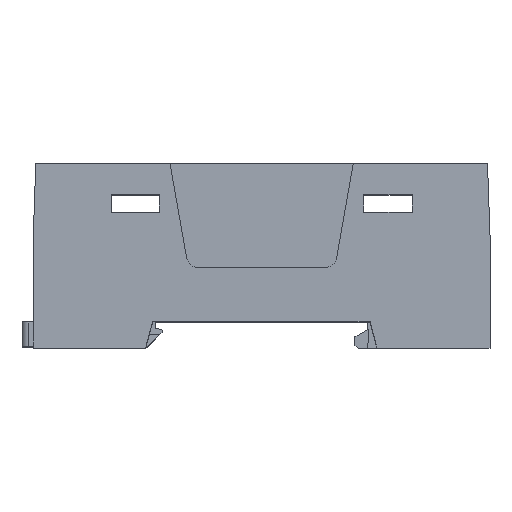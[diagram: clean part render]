
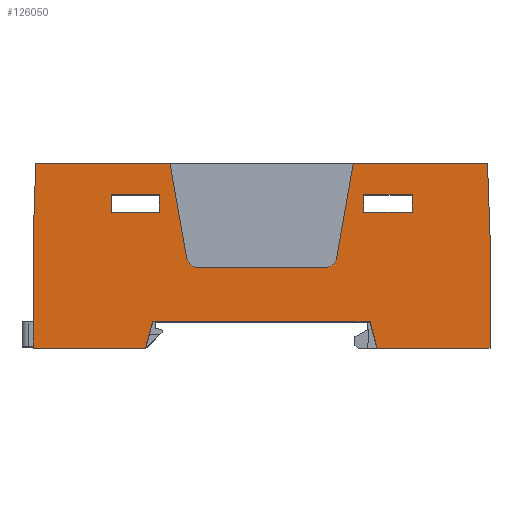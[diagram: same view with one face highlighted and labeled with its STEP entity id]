
A CAD part, top view. The second image highlights one B-rep face of the part: STEP entity #126050.
In plain terms, the highlighted face is planar.
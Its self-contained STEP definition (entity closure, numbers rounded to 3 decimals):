
#8560=CARTESIAN_POINT('',(16.658,37.135,
104.8));
#8570=VERTEX_POINT('',#8560);
#8600=CARTESIAN_POINT('',(16.658,37.135,
0.));
#8610=DIRECTION('',(0.,0.,-1.));
#8620=VECTOR('',#8610,1.);
#8630=LINE('',#8600,#8620);
#8640=CARTESIAN_POINT('',(16.658,37.135,
86.35));
#8650=VERTEX_POINT('',#8640);
#8660=EDGE_CURVE('',#8570,#8650,#8630,.T.);
#26820=CARTESIAN_POINT('',(91.658,37.135,
86.35));
#26830=VERTEX_POINT('',#26820);
#26860=CARTESIAN_POINT('',(91.658,37.135,
0.));
#26870=DIRECTION('',(0.,0.,-1.));
#26880=VECTOR('',#26870,1.);
#26890=LINE('',#26860,#26880);
#26900=CARTESIAN_POINT('',(91.658,37.135,
104.8));
#26910=VERTEX_POINT('',#26900);
#26920=EDGE_CURVE('',#26910,#26830,#26890,.T.);
#117030=CARTESIAN_POINT('',(66.484,37.135,
89.947));
#117040=VERTEX_POINT('',#117030);
#117220=CARTESIAN_POINT('',(64.514,37.135,
91.6));
#117230=VERTEX_POINT('',#117220);
#117260=CARTESIAN_POINT('',(64.514,37.135,
89.6));
#117270=DIRECTION('',(0.,1.,0.));
#117280=DIRECTION('',(0.,0.,-1.));
#117290=AXIS2_PLACEMENT_3D('',#117260,#117270,#117280);
#117300=CIRCLE('',#117290,2.);
#117310=EDGE_CURVE('',#117230,#117040,#117300,.T.);
#122210=CARTESIAN_POINT('',(0.,37.135,74.5));
#122220=DIRECTION('',(-1.,0.,0.));
#122230=VECTOR('',#122220,1.);
#122240=LINE('',#122210,#122230);
#122250=CARTESIAN_POINT('',(91.244,37.135,
74.5));
#122260=VERTEX_POINT('',#122250);
#122270=CARTESIAN_POINT('',(69.208,37.135,
74.5));
#122280=VERTEX_POINT('',#122270);
#122290=EDGE_CURVE('',#122260,#122280,#122240,.T.);
#122740=CARTESIAN_POINT('',(17.072,37.135,
74.5));
#122750=VERTEX_POINT('',#122740);
#122780=CARTESIAN_POINT('',(0.,37.135,74.5));
#122790=DIRECTION('',(1.,0.,0.));
#122800=VECTOR('',#122790,1.);
#122810=LINE('',#122780,#122800);
#122820=CARTESIAN_POINT('',(39.108,37.135,
74.5));
#122830=VERTEX_POINT('',#122820);
#122840=EDGE_CURVE('',#122750,#122830,#122810,.T.);
#123580=CARTESIAN_POINT('',(82.344,37.135,0.));
#123590=DIRECTION('',(0.174,0.,
-0.985));
#123600=VECTOR('',#123590,1.);
#123610=LINE('',#123580,#123600);
#123620=EDGE_CURVE('',#117040,#122280,#123610,.T.);
#124380=CARTESIAN_POINT('',(43.801,37.135,
91.6));
#124390=VERTEX_POINT('',#124380);
#124470=CARTESIAN_POINT('',(41.831,37.135,
89.947));
#124480=VERTEX_POINT('',#124470);
#124510=CARTESIAN_POINT('',(43.801,37.135,
89.6));
#124520=DIRECTION('',(0.,1.,0.));
#124530=DIRECTION('',(0.,0.,-1.));
#124540=AXIS2_PLACEMENT_3D('',#124510,#124520,#124530);
#124550=CIRCLE('',#124540,2.);
#124560=EDGE_CURVE('',#124480,#124390,#124550,.T.);
#124610=CARTESIAN_POINT('',(71.924,37.135,
30.939));
#124620=DIRECTION('',(0.,-1.,0.));
#124630=DIRECTION('',(-1.,0.,0.));
#124640=AXIS2_PLACEMENT_3D('',#124610,#124620,#124630);
#124650=PLANE('',#124640);
#124660=CARTESIAN_POINT('',(0.,37.135,
82.514));
#124670=DIRECTION('',(-1.,0.,0.));
#124680=VECTOR('',#124670,1.);
#124690=LINE('',#124660,#124680);
#124700=CARTESIAN_POINT('',(78.872,37.135,
82.514));
#124710=VERTEX_POINT('',#124700);
#124720=CARTESIAN_POINT('',(70.944,37.135,
82.514));
#124730=VERTEX_POINT('',#124720);
#124740=EDGE_CURVE('',#124710,#124730,#124690,.T.);
#124750=ORIENTED_EDGE('',*,*,#124740,.F.);
#124760=CARTESIAN_POINT('',(70.944,37.135,
0.));
#124770=DIRECTION('',(0.,0.,1.));
#124780=VECTOR('',#124770,1.);
#124790=LINE('',#124760,#124780);
#124800=CARTESIAN_POINT('',(70.944,37.135,
79.586));
#124810=VERTEX_POINT('',#124800);
#124820=EDGE_CURVE('',#124810,#124730,#124790,.T.);
#124830=ORIENTED_EDGE('',*,*,#124820,.T.);
#124840=CARTESIAN_POINT('',(0.,37.135,
79.586));
#124850=DIRECTION('',(1.,0.,0.));
#124860=VECTOR('',#124850,1.);
#124870=LINE('',#124840,#124860);
#124880=CARTESIAN_POINT('',(78.872,37.135,
79.586));
#124890=VERTEX_POINT('',#124880);
#124900=EDGE_CURVE('',#124810,#124890,#124870,.T.);
#124910=ORIENTED_EDGE('',*,*,#124900,.F.);
#124920=CARTESIAN_POINT('',(78.872,37.135,
0.));
#124930=DIRECTION('',(0.,0.,1.));
#124940=VECTOR('',#124930,1.);
#124950=LINE('',#124920,#124940);
#124960=EDGE_CURVE('',#124890,#124710,#124950,.T.);
#124970=ORIENTED_EDGE('',*,*,#124960,.F.);
#124980=EDGE_LOOP('',(#124970,#124910,#124830,#124750));
#124990=FACE_BOUND('',#124980,.T.);
#125000=CARTESIAN_POINT('',(0.,37.135,
82.514));
#125010=DIRECTION('',(-1.,0.,0.));
#125020=VECTOR('',#125010,1.);
#125030=LINE('',#125000,#125020);
#125040=CARTESIAN_POINT('',(37.372,37.135,
82.514));
#125050=VERTEX_POINT('',#125040);
#125060=CARTESIAN_POINT('',(29.444,37.135,
82.514));
#125070=VERTEX_POINT('',#125060);
#125080=EDGE_CURVE('',#125050,#125070,#125030,.T.);
#125090=ORIENTED_EDGE('',*,*,#125080,.F.);
#125100=CARTESIAN_POINT('',(29.444,37.135,
0.));
#125110=DIRECTION('',(0.,0.,-1.));
#125120=VECTOR('',#125110,1.);
#125130=LINE('',#125100,#125120);
#125140=CARTESIAN_POINT('',(29.444,37.135,
79.586));
#125150=VERTEX_POINT('',#125140);
#125160=EDGE_CURVE('',#125070,#125150,#125130,.T.);
#125170=ORIENTED_EDGE('',*,*,#125160,.F.);
#125180=CARTESIAN_POINT('',(0.,37.135,
79.586));
#125190=DIRECTION('',(1.,0.,0.));
#125200=VECTOR('',#125190,1.);
#125210=LINE('',#125180,#125200);
#125220=CARTESIAN_POINT('',(37.372,37.135,
79.586));
#125230=VERTEX_POINT('',#125220);
#125240=EDGE_CURVE('',#125150,#125230,#125210,.T.);
#125250=ORIENTED_EDGE('',*,*,#125240,.F.);
#125260=CARTESIAN_POINT('',(37.372,37.135,
0.));
#125270=DIRECTION('',(0.,0.,1.));
#125280=VECTOR('',#125270,1.);
#125290=LINE('',#125260,#125280);
#125300=EDGE_CURVE('',#125230,#125050,#125290,.T.);
#125310=ORIENTED_EDGE('',*,*,#125300,.F.);
#125320=EDGE_LOOP('',(#125310,#125250,#125170,#125090));
#125330=FACE_BOUND('',#125320,.T.);
#125340=ORIENTED_EDGE('',*,*,#123620,.T.);
#125350=ORIENTED_EDGE('',*,*,#117310,.T.);
#125360=CARTESIAN_POINT('',(0.,37.135,91.6));
#125370=DIRECTION('',(1.,0.,0.));
#125380=VECTOR('',#125370,1.);
#125390=LINE('',#125360,#125380);
#125400=EDGE_CURVE('',#124390,#117230,#125390,.T.);
#125410=ORIENTED_EDGE('',*,*,#125400,.T.);
#125420=ORIENTED_EDGE('',*,*,#124560,.T.);
#125430=CARTESIAN_POINT('',(25.971,37.135,0.));
#125440=DIRECTION('',(0.174,0.,
0.985));
#125450=VECTOR('',#125440,1.);
#125460=LINE('',#125430,#125450);
#125470=EDGE_CURVE('',#122830,#124480,#125460,.T.);
#125480=ORIENTED_EDGE('',*,*,#125470,.T.);
#125490=ORIENTED_EDGE('',*,*,#122840,.T.);
#125500=CARTESIAN_POINT('',(19.673,37.135,0.));
#125510=DIRECTION('',(0.035,0.,
-0.999));
#125520=VECTOR('',#125510,1.);
#125530=LINE('',#125500,#125520);
#125540=EDGE_CURVE('',#8650,#122750,#125530,.T.);
#125550=ORIENTED_EDGE('',*,*,#125540,.T.);
#125560=ORIENTED_EDGE('',*,*,#8660,.T.);
#125570=CARTESIAN_POINT('',(0.,37.135,104.8));
#125580=DIRECTION('',(1.,0.,0.));
#125590=VECTOR('',#125580,1.);
#125600=LINE('',#125570,#125590);
#125610=CARTESIAN_POINT('',(35.207,37.135,
104.8));
#125620=VERTEX_POINT('',#125610);
#125630=EDGE_CURVE('',#8570,#125620,#125600,.T.);
#125640=ORIENTED_EDGE('',*,*,#125630,.F.);
#125650=CARTESIAN_POINT('',(63.288,37.135,
0.));
#125660=DIRECTION('',(-0.259,0.,
0.966));
#125670=VECTOR('',#125660,1.);
#125680=LINE('',#125650,#125670);
#125690=CARTESIAN_POINT('',(36.359,37.135,
100.5));
#125700=VERTEX_POINT('',#125690);
#125710=EDGE_CURVE('',#125700,#125620,#125680,.T.);
#125720=ORIENTED_EDGE('',*,*,#125710,.T.);
#125730=CARTESIAN_POINT('',(0.,37.135,
100.5));
#125740=DIRECTION('',(1.,0.,0.));
#125750=VECTOR('',#125740,1.);
#125760=LINE('',#125730,#125750);
#125770=CARTESIAN_POINT('',(72.058,37.135,
100.5));
#125780=VERTEX_POINT('',#125770);
#125790=EDGE_CURVE('',#125700,#125780,#125760,.T.);
#125800=ORIENTED_EDGE('',*,*,#125790,.F.);
#125810=CARTESIAN_POINT('',(45.129,37.135,
0.));
#125820=DIRECTION('',(0.259,0.,
0.966));
#125830=VECTOR('',#125820,1.);
#125840=LINE('',#125810,#125830);
#125850=CARTESIAN_POINT('',(73.21,37.135,
104.8));
#125860=VERTEX_POINT('',#125850);
#125870=EDGE_CURVE('',#125780,#125860,#125840,.T.);
#125880=ORIENTED_EDGE('',*,*,#125870,.F.);
#125890=CARTESIAN_POINT('',(0.,37.135,
104.8));
#125900=DIRECTION('',(1.,0.,0.));
#125910=VECTOR('',#125900,1.);
#125920=LINE('',#125890,#125910);
#125930=EDGE_CURVE('',#125860,#26910,#125920,.T.);
#125940=ORIENTED_EDGE('',*,*,#125930,.F.);
#125950=ORIENTED_EDGE('',*,*,#26920,.F.);
#125960=CARTESIAN_POINT('',(88.642,37.135,0.));
#125970=DIRECTION('',(-0.035,0.,
-0.999));
#125980=VECTOR('',#125970,1.);
#125990=LINE('',#125960,#125980);
#126000=EDGE_CURVE('',#26830,#122260,#125990,.T.);
#126010=ORIENTED_EDGE('',*,*,#126000,.F.);
#126020=ORIENTED_EDGE('',*,*,#122290,.F.);
#126030=EDGE_LOOP('',(#126020,#126010,#125950,#125940,#125880,#125800,
#125720,#125640,#125560,#125550,#125490,#125480,#125420,#125410,#125350,
#125340));
#126040=FACE_OUTER_BOUND('',#126030,.T.);
#126050=ADVANCED_FACE('',(#124990,#125330,#126040),#124650,.T.);
